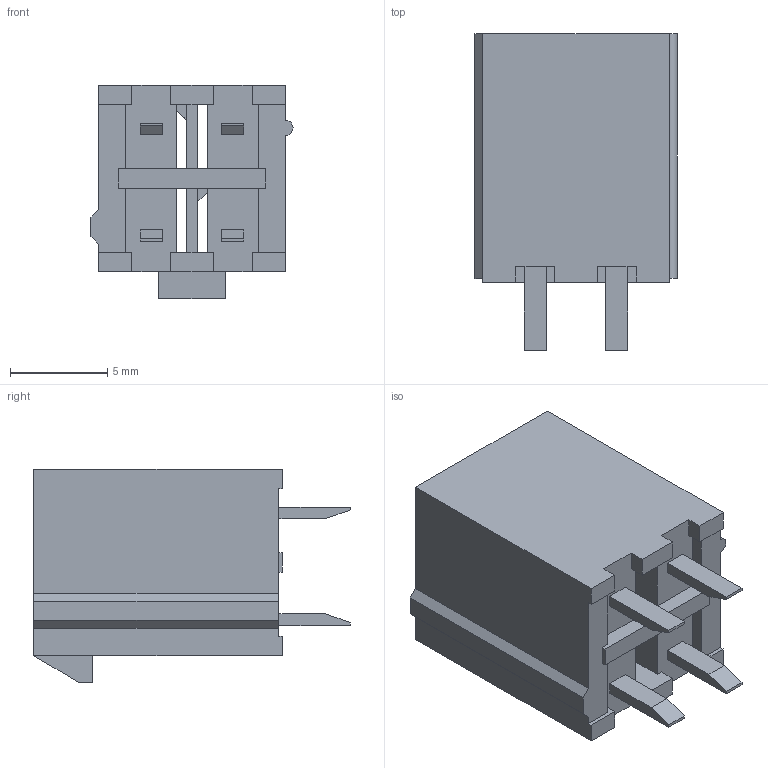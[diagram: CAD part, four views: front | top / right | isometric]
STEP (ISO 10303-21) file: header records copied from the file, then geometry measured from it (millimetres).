
FILE_DESCRIPTION((''),'2;1');
FILE_NAME('039310040','2015-02-16T',('me'),(''),'PRO/ENGINEER BY PARAMETRIC TECHNOLOGY CORPORATION, 2011490','PRO/ENGINEER BY PARAMETRIC TECHNOLOGY CORPORATION, 2011490','');
FILE_SCHEMA(('CONFIG_CONTROL_DESIGN'));
Length unit declared in the file: millimetre
Products named in the file (1): 039310040
Bounding box: 10.4 x 16.3 x 11 mm (x, y, z)
Volume: 708.3 mm3; surface area: 1437.1 mm2
Topology: 1 solids, 1 shells, 131 faces, 379 edges, 254 vertices
Faces by surface type: plane 130, cylinder 1
Entity records: 4278 total; most frequent: CARTESIAN_POINT 757, ORIENTED_EDGE 742, DIRECTION 653, EDGE_CURVE 371, VECTOR 369, LINE 369, VERTEX_POINT 246, EDGE_LOOP 143
